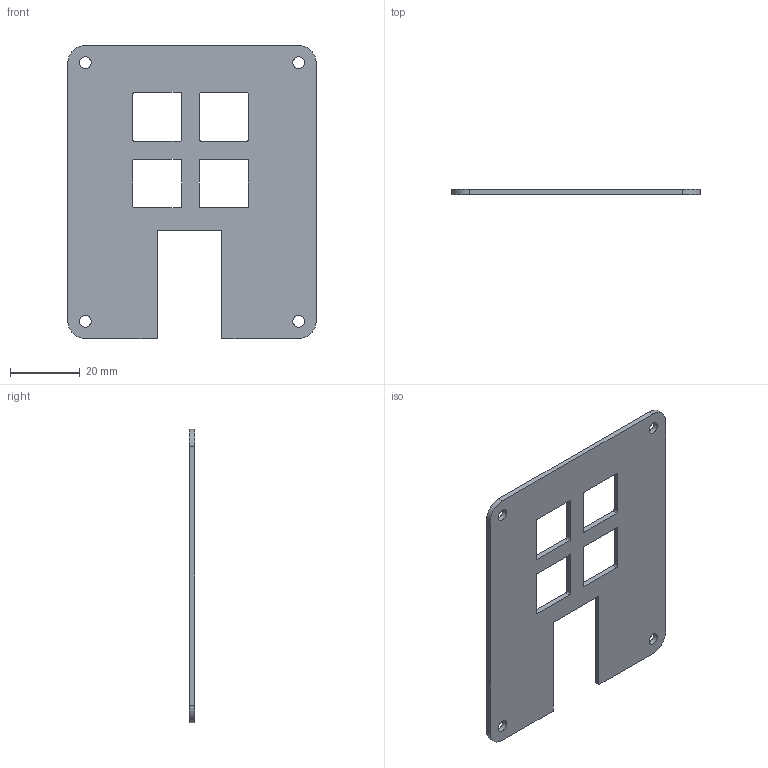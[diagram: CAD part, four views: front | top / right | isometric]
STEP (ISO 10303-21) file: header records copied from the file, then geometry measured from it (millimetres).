
FILE_DESCRIPTION(/* description */ (''),/* implementation_level */ '2;1');
FILE_NAME(/* name */ '67 pad top.step',/* time_stamp */ '2025-12-04T22:12:02Z',/* author */ (''),/* organization */ (''),/* preprocessor_version */ 'ST-DEVELOPER v20.1',/* originating_system */ 'Autodesk Translation Framework v14.21.0.0',/* authorisation */ '');
FILE_SCHEMA (('AUTOMOTIVE_DESIGN { 1 0 10303 214 3 1 1 }'));
Length unit declared in the file: millimetre
Products named in the file (1): 2025-12-04-21-32-37-078
Bounding box: 71 x 1.5 x 83.89 mm (x, y, z)
Volume: 6811.3 mm3; surface area: 10037.7 mm2
Topology: 1 solids, 1 shells, 229 faces, 642 edges, 428 vertices
Faces by surface type: bspline 127, plane 78, cylinder 24
Full cylindrical faces by diameter (mm): 3.4 x4
Entity records: 8599 total; most frequent: CARTESIAN_POINT 3459, ORIENTED_EDGE 1284, EDGE_CURVE 642, DIRECTION 642, VERTEX_POINT 428, LINE 340, VECTOR 340, EDGE_LOOP 258
